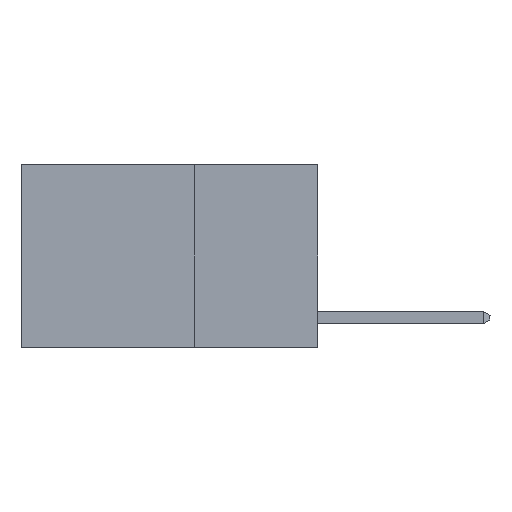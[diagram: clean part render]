
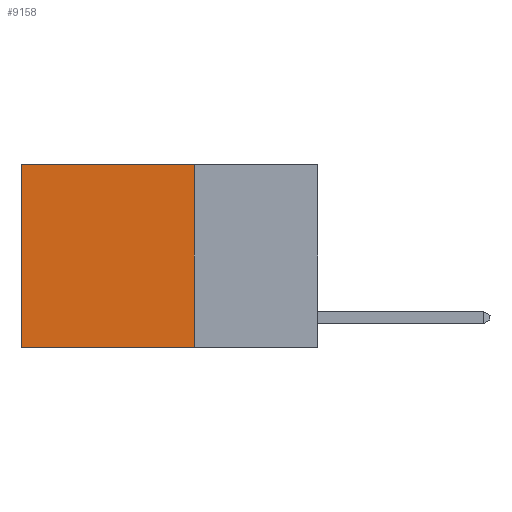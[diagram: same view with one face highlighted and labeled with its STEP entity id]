
A CAD part, left-side view. The second image highlights one B-rep face of the part: STEP entity #9158.
In plain terms, the highlighted planar face has unit normal (-1, 0, 0).
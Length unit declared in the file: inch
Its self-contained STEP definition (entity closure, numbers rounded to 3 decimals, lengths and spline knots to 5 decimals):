
#438 = EDGE_CURVE ( 'NONE', #7519, #4314, #7993, .T. ) ;
#1322 = CARTESIAN_POINT ( 'NONE',  ( 0.2625, 0.25, -0.37 ) ) ;
#1624 = ORIENTED_EDGE ( 'NONE', *, *, #3449, .F. ) ;
#1633 = VECTOR ( 'NONE', #1863, 39.37008 ) ;
#1661 = FACE_OUTER_BOUND ( 'NONE', #2903, .T. ) ;
#1863 = DIRECTION ( 'NONE',  ( 0., 1., 0. ) ) ;
#2889 = CARTESIAN_POINT ( 'NONE',  ( 0.2625, 0.25, 0. ) ) ;
#2903 = EDGE_LOOP ( 'NONE', ( #5170, #1624, #3947, #12148 ) ) ;
#3096 = CARTESIAN_POINT ( 'NONE',  ( 0.2625, 0.6, -0.37 ) ) ;
#3449 = EDGE_CURVE ( 'NONE', #4314, #7661, #7574, .T. ) ;
#3768 = VECTOR ( 'NONE', #11621, 39.37008 ) ;
#3947 = ORIENTED_EDGE ( 'NONE', *, *, #438, .F. ) ;
#4314 = VERTEX_POINT ( 'NONE', #1322 ) ;
#4332 = CARTESIAN_POINT ( 'NONE',  ( 0.2625, 0.6, 0. ) ) ;
#4408 = VERTEX_POINT ( 'NONE', #4332 ) ;
#4433 = CARTESIAN_POINT ( 'NONE',  ( 0.2625, 0.25, 0. ) ) ;
#4499 = DIRECTION ( 'NONE',  ( 0., 0., -1. ) ) ;
#5170 = ORIENTED_EDGE ( 'NONE', *, *, #10078, .T. ) ;
#5235 = AXIS2_PLACEMENT_3D ( 'NONE', #4433, #5509, #4499 ) ;
#5509 = DIRECTION ( 'NONE',  ( 1., 0., 0. ) ) ;
#6724 = VECTOR ( 'NONE', #7326, 39.37008 ) ;
#7324 = EDGE_CURVE ( 'NONE', #7519, #4408, #10418, .T. ) ;
#7326 = DIRECTION ( 'NONE',  ( 0., 0., -1. ) ) ;
#7519 = VERTEX_POINT ( 'NONE', #7989 ) ;
#7574 = LINE ( 'NONE', #12228, #1633 ) ;
#7661 = VERTEX_POINT ( 'NONE', #3096 ) ;
#7989 = CARTESIAN_POINT ( 'NONE',  ( 0.2625, 0.25, 0. ) ) ;
#7993 = LINE ( 'NONE', #10805, #6724 ) ;
#8213 = DIRECTION ( 'NONE',  ( 0., 0., -1. ) ) ;
#8343 = CARTESIAN_POINT ( 'NONE',  ( 0.2625, 0.6, 0. ) ) ;
#8463 = VECTOR ( 'NONE', #8213, 39.37008 ) ;
#9158 = ADVANCED_FACE ( 'NONE', ( #1661 ), #9186, .F. ) ;
#9186 = PLANE ( 'NONE',  #5235 ) ;
#10078 = EDGE_CURVE ( 'NONE', #4408, #7661, #12290, .T. ) ;
#10418 = LINE ( 'NONE', #2889, #3768 ) ;
#10805 = CARTESIAN_POINT ( 'NONE',  ( 0.2625, 0.25, 0. ) ) ;
#11621 = DIRECTION ( 'NONE',  ( 0., 1., 0. ) ) ;
#12148 = ORIENTED_EDGE ( 'NONE', *, *, #7324, .T. ) ;
#12228 = CARTESIAN_POINT ( 'NONE',  ( 0.2625, 0.25, -0.37 ) ) ;
#12290 = LINE ( 'NONE', #8343, #8463 ) ;
